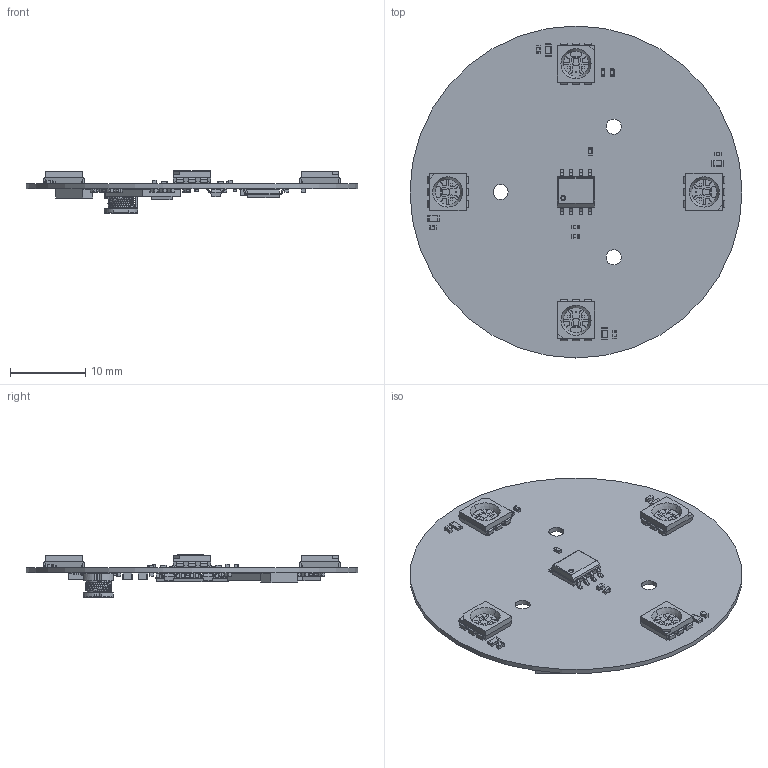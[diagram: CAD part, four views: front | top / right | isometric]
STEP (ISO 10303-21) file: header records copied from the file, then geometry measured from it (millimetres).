
FILE_DESCRIPTION(('Open CASCADE Model'),'2;1');
FILE_NAME('Open CASCADE Shape Model','2022-06-19T22:38:38',('Author'),( 'Open CASCADE'),'Open CASCADE STEP processor 6.8','Open CASCADE 6.8' ,'Unknown');
FILE_SCHEMA(('AUTOMOTIVE_DESIGN { 1 0 10303 214 1 1 1 1 }'));
Length unit declared in the file: millimetre
Products named in the file (81): PCB; Board; Open CASCADE STEP translator 6.8 2.1.1; R18; RESC1005(0402); R17; Q3; SOT23; Q2; C27; CAPC1005(0402); C26; C25; C24; C23; C22; U4; TSSOP-28; User_Library-TSSOP-28__X2_041A043E0440043F04430441_X0_; User_Library-TSSOP-28__X2_041C04350442043A0430_X0_; User_Library-TSSOP-28__X2_041D043E0436043A0430_X0_; U5; User_Library-mpu-6050_qfn-24; U2; 5975988544; Extruded; Q1; U3; SOT23-6; U1; SOIC8; User_Library-SOIC-8_SOIC-8_Body_1; User_Library-SOIC-8_SOIC-8_Pins_1; R16; RESC1608(0603); R15; R14; R13; R12; R11 ...
Assembly tree (139 placements, depth 4):
  PCB
    Board
      Open CASCADE STEP translator 6.8 2.1.1
    R18
      RESC1005(0402)
    R17
      RESC1005(0402)
    Q3
      SOT23
    Q2
      SOT23
    C27
      CAPC1005(0402)
    C26
      CAPC1005(0402)
    C25
      CAPC1005(0402)
    C24
      CAPC1005(0402)
    C23
      CAPC1005(0402)
    C22
      CAPC1005(0402)
    U4
      TSSOP-28
        User_Library-TSSOP-28__X2_041A043E0440043F04430441_X0_
        User_Library-TSSOP-28__X2_041C04350442043A0430_X0_
        User_Library-TSSOP-28__X2_041D043E0436043A0430_X0_  x14
    U5
      User_Library-mpu-6050_qfn-24
    U2
      5975988544
        Extruded
    Q1
      SOT23
    U3
      SOT23-6
    U1
      SOIC8
        User_Library-SOIC-8_SOIC-8_Body_1
        User_Library-SOIC-8_SOIC-8_Pins_1
    R16
      RESC1608(0603)
    R15
      RESC1608(0603)
    R14
      RESC1608(0603)
    R13
      RESC1608(0603)
    R12
      RESC1005(0402)
    R11
      RESC1005(0402)
    R10
      RESC1005(0402)
    R9
      RESC1005(0402)
    R8
      RESC1005(0402)
    R7
Bounding box: 44 x 44 x 5.62 mm (x, y, z)
Volume: 1249.4 mm3; surface area: 4378.7 mm2
Topology: 119 solids, 279 shells, 4010 faces, 10215 edges, 6293 vertices
Faces by surface type: plane 2194, cylinder 1279, sphere 368, bspline 141, torus 20, cone 8
Full cylindrical faces by diameter (mm): 2 x3, 44 x1
Entity records: 50995 total; most frequent: CARTESIAN_POINT 15880, ORIENTED_EDGE 5864, DIRECTION 4892, EDGE_CURVE 3402, VERTEX_POINT 2442, AXIS2_PLACEMENT_3D 1705, LINE 1482, VECTOR 1482
